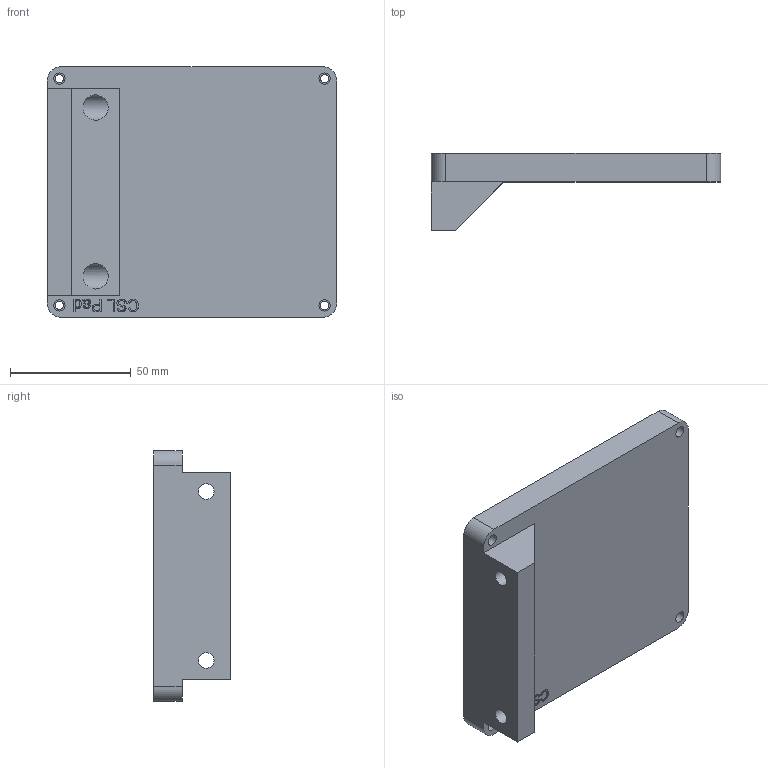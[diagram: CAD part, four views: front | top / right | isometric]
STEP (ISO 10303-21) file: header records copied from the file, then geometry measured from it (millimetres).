
FILE_DESCRIPTION(/* description */ (''),/* implementation_level */ '2;1');
FILE_NAME(/* name */ 'CSLPadBottomCase.step',/* time_stamp */ '2025-06-30T04:21:52-04:00',/* author */ (''),/* organization */ (''),/* preprocessor_version */ 'ST-DEVELOPER v20.1',/* originating_system */ 'Autodesk Translation Framework v14.10.0.0',/* authorisation */ '');
FILE_SCHEMA (('AUTOMOTIVE_DESIGN { 1 0 10303 214 3 1 1 }'));
Length unit declared in the file: millimetre
Products named in the file (1): BottomCase
Bounding box: 119.97 x 31.8 x 104.04 mm (x, y, z)
Volume: 103884.5 mm3; surface area: 38286.7 mm2
Topology: 1 solids, 1 shells, 212 faces, 569 edges, 378 vertices
Faces by surface type: bspline 114, plane 74, cylinder 22, cone 2
Full cylindrical faces by diameter (mm): 3.4 x3, 3.5 x1, 4.7 x7, 6.5 x2, 8 x1, 10.5 x2
Entity records: 7731 total; most frequent: CARTESIAN_POINT 3098, ORIENTED_EDGE 1138, DIRECTION 585, EDGE_CURVE 569, VERTEX_POINT 378, LINE 295, VECTOR 295, EDGE_LOOP 243
